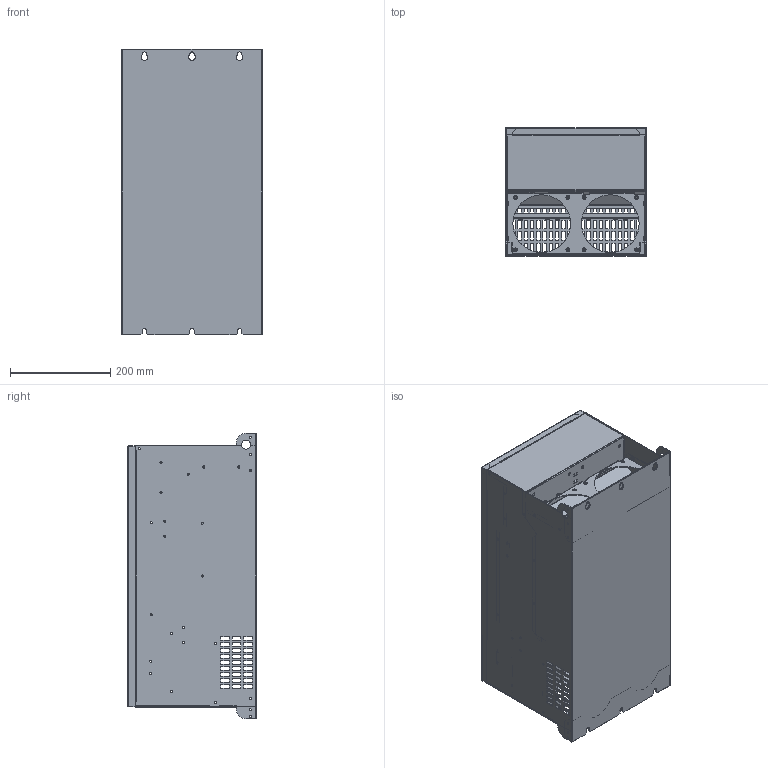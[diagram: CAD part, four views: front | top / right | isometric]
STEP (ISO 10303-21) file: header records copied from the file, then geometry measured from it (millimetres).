
FILE_DESCRIPTION((''),'2;1');
FILE_NAME('BANJINTAOJIAN_ASM','2022-03-22T',('Administrator'),(''),'PRO/ENGINEER BY PARAMETRIC TECHNOLOGY CORPORATION, 2013430','PRO/ENGINEER BY PARAMETRIC TECHNOLOGY CORPORATION, 2013430','');
FILE_SCHEMA(('CONFIG_CONTROL_DESIGN'));
Products named in the file (22): ZHUXIANGTI_01; ZHUXIANGTI_03; ZHUXIANGTI_04; ZHUXIANGTI_02; ZHUXIANGTI_05; ZHUXIANGTI_06; ZHUXIANGTI_07; ZHUXIANGTI_08; ZHUXIANGTI_10; ZHUXIANGTI_09; ZHUXIANGTI_ASM; FENGSHANZHIJIA; DUANZIZHIJIA_01; DIANYUANBANZHIJIA; JIECHUQIZHIJIA; KONGZHIBANZHIJIA; JIANPANZHIJIA_01; GAIBAN_01; ZHUXIANGTI_11; ZHUXIANGTI_12; JIECHUQIZHIJIA_01; BANJINTAOJIAN_ASM
Assembly tree (27 placements, depth 3):
  BANJINTAOJIAN_ASM
    ZHUXIANGTI_ASM
      ZHUXIANGTI_01
      ZHUXIANGTI_03
      ZHUXIANGTI_04
      ZHUXIANGTI_02
      ZHUXIANGTI_05  x2
      ZHUXIANGTI_06  x2
      ZHUXIANGTI_07  x2
      ZHUXIANGTI_08  x3
      ZHUXIANGTI_10  x2
      ZHUXIANGTI_09
    FENGSHANZHIJIA
    DUANZIZHIJIA_01
    DIANYUANBANZHIJIA
    JIECHUQIZHIJIA
    KONGZHIBANZHIJIA
    JIANPANZHIJIA_01
    GAIBAN_01
    ZHUXIANGTI_11
    ZHUXIANGTI_12
    JIECHUQIZHIJIA_01
Bounding box: 280 x 256 x 570 mm (x, y, z)
Volume: 1567298.3 mm3; surface area: 2203421.4 mm2
Topology: 220 solids, 220 shells, 4551 faces, 11070 edges, 6562 vertices
Faces by surface type: plane 2891, cylinder 1660
Entity records: 124143 total; most frequent: DIRECTION 21974, CARTESIAN_POINT 20732, ORIENTED_EDGE 20636, EDGE_CURVE 10318, AXIS2_PLACEMENT_3D 7364, VECTOR 7246, LINE 7246, VERTEX_POINT 6122
